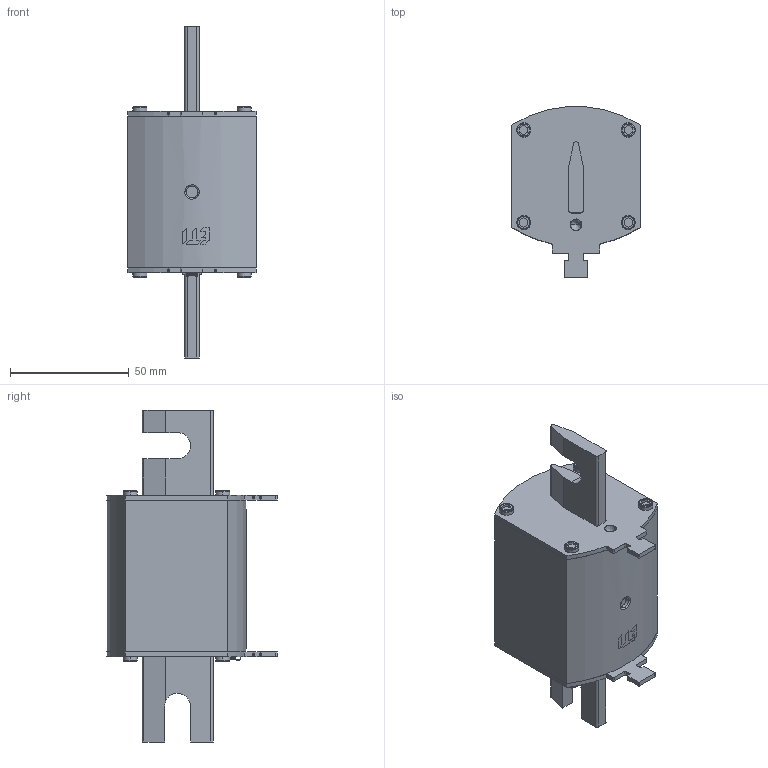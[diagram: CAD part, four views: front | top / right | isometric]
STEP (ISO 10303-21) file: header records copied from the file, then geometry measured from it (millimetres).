
FILE_DESCRIPTION((''),'2;1');
FILE_NAME('004724344_ASM','2019-08-21T',('marketing.praksa'),('Audax d.o.o.'),'CREO PARAMETRIC BY PTC INC, 2017480','CREO PARAMETRIC BY PTC INC, 2017480','');
FILE_SCHEMA(('AUTOMOTIVE_DESIGN { 1 0 10303 214 1 1 1 1 }'));
Length unit declared in the file: millimetre
Products named in the file (22): A3A; A42; A4C; A53; A5A; A61; A68; A70; A7A; A81; A88; A8F; A96; A9C; AA8; AB0; AB8; C2B-161; C2B-162; C2B-163; PRODUCT_ASM; 004724344_ASM
Assembly tree (21 placements, depth 3):
  004724344_ASM
    PRODUCT_ASM
      A3A
      A42
      A4C
      A53
      A5A
      A61
      A68
      A70
      A7A
      A81
      A88
      A8F
      A96
      A9C
      AA8
      AB0
      AB8
      C2B-161
      C2B-162
      C2B-163
Bounding box: 54 x 71.83 x 140 mm (x, y, z)
Volume: 207748 mm3; surface area: 39689.2 mm2
Topology: 20 solids, 20 shells, 405 faces, 1107 edges, 747 vertices
Faces by surface type: plane 229, cylinder 140, torus 32, bspline 4
Entity records: 18480 total; most frequent: CARTESIAN_POINT 3347, ORIENTED_EDGE 2210, DIRECTION 2165, PRESENTATION_STYLE_ASSIGNMENT 1125, STYLED_ITEM 1125, CURVE_STYLE 1105, EDGE_CURVE 1105, AXIS2_PLACEMENT_3D 760
